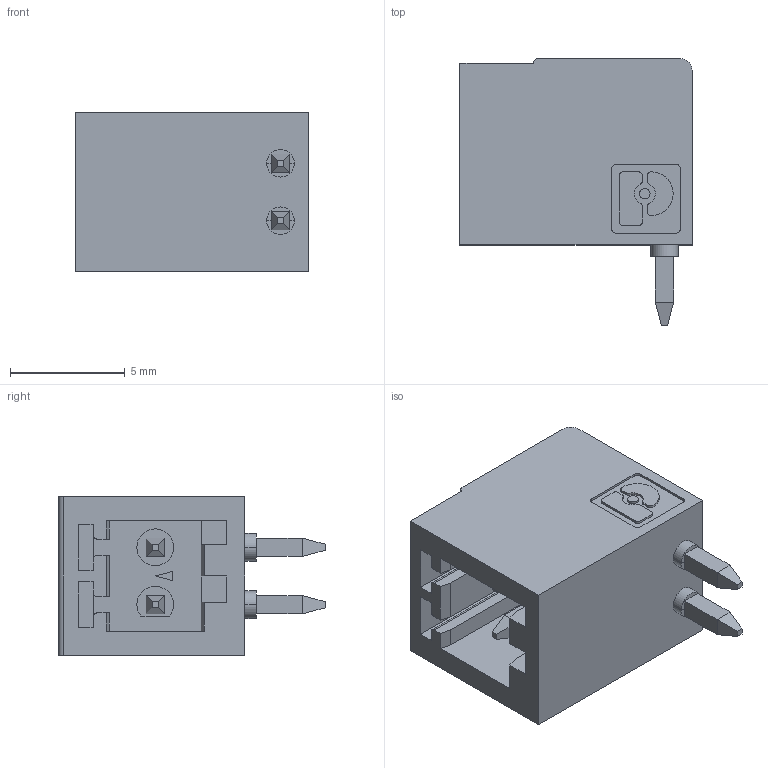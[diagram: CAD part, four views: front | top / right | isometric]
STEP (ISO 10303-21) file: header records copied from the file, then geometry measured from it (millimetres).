
FILE_DESCRIPTION(('SolidDesigner STEP Export'),'2;1');
FILE_NAME('mc_0.5-2-g-2.5_tht.stp','2003-07-10T12:55:14',(''),(''),'OneSpaceDesigner STEP processor Version: 9.0 (March 2001)for AP214(CD)(Solid Model)','CoCreate OneSpaceDesigner: 11.50A 18-Jul-2002(C) CoCreate Software GmbH','');
FILE_SCHEMA(('AUTOMOTIVE_DESIGN_CC2 {1 2 10303 214 -1 1 5 1}'));
Length unit declared in the file: millimetre
Products named in the file (2): mc_0.5-2-g-2.5_tht
Assembly tree (1 placements, depth 2):
  mc_0.5-2-g-2.5_tht
    mc_0.5-2-g-2.5_tht
Bounding box: 10.1 x 11.6 x 6.9 mm (x, y, z)
Volume: 425.4 mm3; surface area: 651.6 mm2
Topology: 1 solids, 1 shells, 153 faces, 387 edges, 252 vertices
Faces by surface type: plane 116, cylinder 37
Entity records: 5666 total; most frequent: ORIENTED_EDGE 774, CARTESIAN_POINT 762, DIRECTION 713, EDGE_CURVE 387, VECTOR 307, LINE 307, VERTEX_POINT 252, AXIS2_PLACEMENT_3D 203
